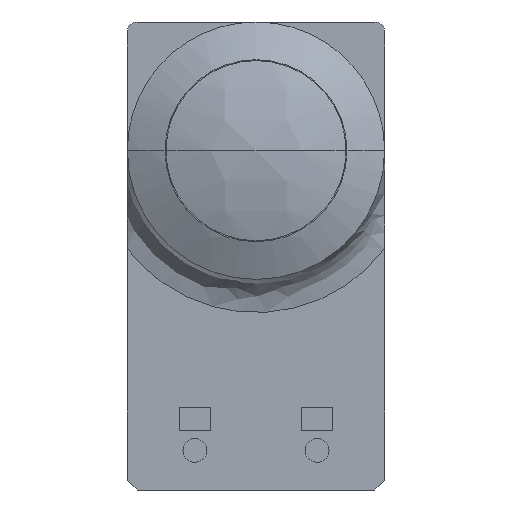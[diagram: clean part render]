
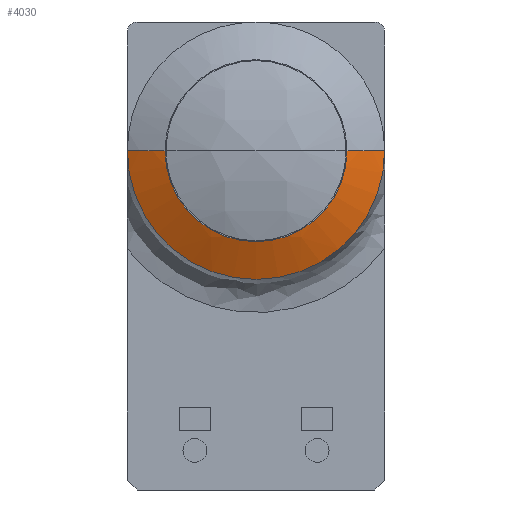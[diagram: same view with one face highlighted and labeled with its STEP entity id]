
A CAD part, front view. The second image highlights one B-rep face of the part: STEP entity #4030.
In plain terms, the highlighted free-form (B-spline) face has degree [3, 3] with [4, 4] control points.
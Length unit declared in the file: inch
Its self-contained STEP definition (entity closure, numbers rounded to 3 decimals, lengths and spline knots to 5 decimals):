
#231 = CIRCLE ( 'NONE', #3701, 1.34605 ) ;
#298 = CARTESIAN_POINT ( 'NONE',  ( 0.23917, -0.90091, 1.23807 ) ) ;
#336 = CARTESIAN_POINT ( 'NONE',  ( 0.65672, -0.72814, 1.51142 ) ) ;
#390 = DIRECTION ( 'NONE',  ( 0., 1., 0. ) ) ;
#960 = ORIENTED_EDGE ( 'NONE', *, *, #5187, .T. ) ;
#1184 = ORIENTED_EDGE ( 'NONE', *, *, #1480, .T. ) ;
#1259 = CARTESIAN_POINT ( 'NONE',  ( 0.65672, -0.5797, 1.14094 ) ) ;
#1269 = DIRECTION ( 'NONE',  ( 1., 0., 0. ) ) ;
#1360 = AXIS2_PLACEMENT_3D ( 'NONE', #3682, #5107, #5596 ) ;
#1382 = CARTESIAN_POINT ( 'NONE',  ( 0., -0.81844, 1.7126 ) ) ;
#1405 = CIRCLE ( 'NONE', #5300, 0.45927 ) ;
#1480 = EDGE_CURVE ( 'NONE', #4095, #1568, #1405, .T. ) ;
#1553 = CARTESIAN_POINT ( 'NONE',  ( -0.65672, -0.5797, 1.14094 ) ) ;
#1568 = VERTEX_POINT ( 'NONE', #4592 ) ;
#1658 = DIRECTION ( 'NONE',  ( 1., 0., 0. ) ) ;
#1976 = EDGE_CURVE ( 'NONE', #3480, #5539, #3033, .T. ) ;
#2307 = CARTESIAN_POINT ( 'NONE',  ( -0.23917, -0.96152, 1.7126 ) ) ;
#2345 = CARTESIAN_POINT ( 'NONE',  ( 0.23917, -0.96152, 1.7126 ) ) ;
#2591 = CARTESIAN_POINT ( 'NONE',  ( -0.64961, -0.73209, 1.7126 ) ) ;
#3033 = CIRCLE ( 'NONE', #1360, 0.64961 ) ;
#3104 = DIRECTION ( 'NONE',  ( 0., 0., -1. ) ) ;
#3294 = CARTESIAN_POINT ( 'NONE',  ( 0.23917, -0.96152, 1.47146 ) ) ;
#3324 = EDGE_LOOP ( 'NONE', ( #960, #3430, #5295, #1184 ) ) ;
#3383 = CIRCLE ( 'NONE', #4333, 1.34605 ) ;
#3385 = DIRECTION ( 'NONE',  ( 0., 0., 1. ) ) ;
#3430 = ORIENTED_EDGE ( 'NONE', *, *, #1976, .T. ) ;
#3480 = VERTEX_POINT ( 'NONE', #2591 ) ;
#3490 = CARTESIAN_POINT ( 'NONE',  ( 0.45927, -0.81844, 1.7126 ) ) ;
#3682 = CARTESIAN_POINT ( 'NONE',  ( 0., -0.73209, 1.7126 ) ) ;
#3701 = AXIS2_PLACEMENT_3D ( 'NONE', #6304, #5291, #1269 ) ;
#3789 = CARTESIAN_POINT ( 'NONE',  ( 0.65672, -0.72814, 1.7126 ) ) ;
#3810 = CARTESIAN_POINT ( 'NONE',  ( 0., 0.44684, 1.7126 ) ) ;
#3855 = CARTESIAN_POINT ( 'NONE',  ( -0.23917, -0.78359, 1.0274 ) ) ;
#4030 = ADVANCED_FACE ( 'NONE', ( #6366 ), #5096, .T. ) ;
#4095 = VERTEX_POINT ( 'NONE', #3490 ) ;
#4322 = CARTESIAN_POINT ( 'NONE',  ( -0.23917, -0.96152, 1.47146 ) ) ;
#4333 = AXIS2_PLACEMENT_3D ( 'NONE', #3810, #3104, #1658 ) ;
#4386 = CARTESIAN_POINT ( 'NONE',  ( 0.65672, -0.67758, 1.3167 ) ) ;
#4592 = CARTESIAN_POINT ( 'NONE',  ( -0.45927, -0.81844, 1.7126 ) ) ;
#5078 = CARTESIAN_POINT ( 'NONE',  ( -0.65672, -0.67758, 1.3167 ) ) ;
#5096 =( BOUNDED_SURFACE ( )  B_SPLINE_SURFACE ( 3, 3, ( 
 ( #3789, #336, #4386, #1259 ),
 ( #2345, #3294, #298, #5798 ),
 ( #2307, #4322, #6335, #3855 ),
 ( #6065, #5468, #5078, #1553 ) ),
 .UNSPECIFIED., .F., .F., .F. ) 
 B_SPLINE_SURFACE_WITH_KNOTS ( ( 4, 4 ),
 ( 4, 4 ),
 ( 0., 1. ),
 ( 0., 1. ),
 .UNSPECIFIED. ) 
 GEOMETRIC_REPRESENTATION_ITEM ( )  RATIONAL_B_SPLINE_SURFACE ( (
 ( 1., 0.979, 0.979, 1.),
 ( 0.915, 0.896, 0.896, 0.915),
 ( 0.915, 0.896, 0.896, 0.915),
 ( 1., 0.979, 0.979, 1.) ) ) 
 REPRESENTATION_ITEM ( '' )  SURFACE ( )  );
#5107 = DIRECTION ( 'NONE',  ( 0., -1., 0. ) ) ;
#5187 = EDGE_CURVE ( 'NONE', #1568, #3480, #231, .T. ) ;
#5291 = DIRECTION ( 'NONE',  ( 0., 0., -1. ) ) ;
#5295 = ORIENTED_EDGE ( 'NONE', *, *, #5421, .T. ) ;
#5300 = AXIS2_PLACEMENT_3D ( 'NONE', #1382, #390, #3385 ) ;
#5421 = EDGE_CURVE ( 'NONE', #5539, #4095, #3383, .T. ) ;
#5468 = CARTESIAN_POINT ( 'NONE',  ( -0.65672, -0.72814, 1.51142 ) ) ;
#5539 = VERTEX_POINT ( 'NONE', #5869 ) ;
#5596 = DIRECTION ( 'NONE',  ( -1., 0., 0. ) ) ;
#5798 = CARTESIAN_POINT ( 'NONE',  ( 0.23917, -0.78359, 1.0274 ) ) ;
#5869 = CARTESIAN_POINT ( 'NONE',  ( 0.64961, -0.73209, 1.7126 ) ) ;
#6065 = CARTESIAN_POINT ( 'NONE',  ( -0.65672, -0.72814, 1.7126 ) ) ;
#6304 = CARTESIAN_POINT ( 'NONE',  ( 0., 0.44684, 1.7126 ) ) ;
#6335 = CARTESIAN_POINT ( 'NONE',  ( -0.23917, -0.90091, 1.23807 ) ) ;
#6366 = FACE_OUTER_BOUND ( 'NONE', #3324, .T. ) ;
